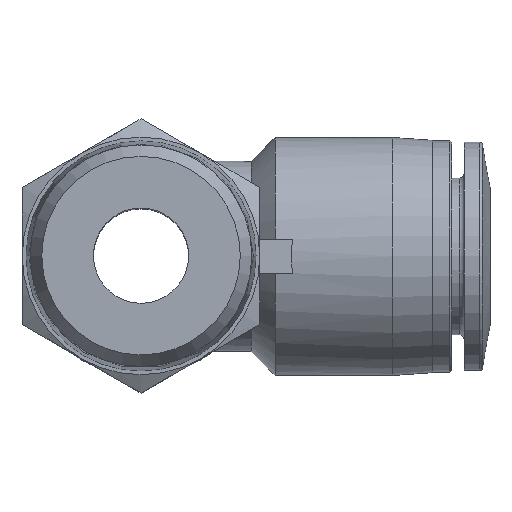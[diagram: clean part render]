
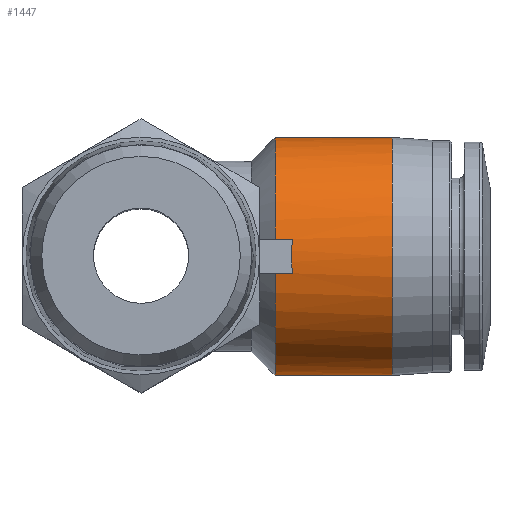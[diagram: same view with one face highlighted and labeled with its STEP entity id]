
A CAD part, top view. The second image highlights one B-rep face of the part: STEP entity #1447.
In plain terms, the highlighted cylindrical face has radius 8.75 mm (diameter 17.5 mm), a full revolution.
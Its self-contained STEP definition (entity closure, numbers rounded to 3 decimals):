
#110=LINE('',#1957,#134);
#116=LINE('',#1974,#140);
#120=LINE('',#1997,#144);
#122=LINE('',#2006,#146);
#134=VECTOR('',#1641,1000.);
#140=VECTOR('',#1649,1000.);
#144=VECTOR('',#1655,1000.);
#146=VECTOR('',#1659,1000.);
#163=ELLIPSE('',#1559,12.374,8.75);
#164=ELLIPSE('',#1561,12.374,8.75);
#361=ORIENTED_EDGE('',*,*,#516,.F.);
#362=ORIENTED_EDGE('',*,*,#511,.T.);
#363=ORIENTED_EDGE('',*,*,#430,.T.);
#364=ORIENTED_EDGE('',*,*,#515,.T.);
#365=ORIENTED_EDGE('',*,*,#437,.T.);
#366=ORIENTED_EDGE('',*,*,#512,.T.);
#367=ORIENTED_EDGE('',*,*,#447,.F.);
#368=ORIENTED_EDGE('',*,*,#517,.T.);
#369=ORIENTED_EDGE('',*,*,#444,.F.);
#430=EDGE_CURVE('',#552,#551,#110,.F.);
#437=EDGE_CURVE('',#558,#557,#116,.T.);
#444=EDGE_CURVE('',#563,#559,#120,.F.);
#447=EDGE_CURVE('',#565,#566,#122,.T.);
#511=EDGE_CURVE('',#563,#552,#163,.F.);
#512=EDGE_CURVE('',#557,#566,#164,.F.);
#515=EDGE_CURVE('',#551,#558,#661,.T.);
#516=EDGE_CURVE('',#608,#608,#662,.T.);
#517=EDGE_CURVE('',#565,#559,#663,.T.);
#551=VERTEX_POINT('',#1956);
#552=VERTEX_POINT('',#1958);
#557=VERTEX_POINT('',#1973);
#558=VERTEX_POINT('',#1975);
#559=VERTEX_POINT('',#1985);
#563=VERTEX_POINT('',#1996);
#565=VERTEX_POINT('',#2005);
#566=VERTEX_POINT('',#2007);
#608=VERTEX_POINT('',#2233);
#661=CIRCLE('',#1567,8.75);
#662=CIRCLE('',#1569,8.75);
#663=CIRCLE('',#1570,8.75);
#749=EDGE_LOOP('',(#361));
#750=EDGE_LOOP('',(#362,#363,#364,#365,#366,#367,#368,#369));
#857=FACE_BOUND('',#749,.T.);
#858=FACE_BOUND('',#750,.T.);
#905=CYLINDRICAL_SURFACE('',#1568,8.75);
#1447=ADVANCED_FACE('',(#857,#858),#905,.T.);
#1559=AXIS2_PLACEMENT_3D('',#2222,#1806,#1807);
#1561=AXIS2_PLACEMENT_3D('',#2224,#1810,#1811);
#1567=AXIS2_PLACEMENT_3D('',#2230,#1822,#1823);
#1568=AXIS2_PLACEMENT_3D('',#2231,#1824,#1825);
#1569=AXIS2_PLACEMENT_3D('',#2232,#1826,#1827);
#1570=AXIS2_PLACEMENT_3D('',#2234,#1828,#1829);
#1641=DIRECTION('',(1.,0.,0.));
#1649=DIRECTION('',(1.,0.,0.));
#1655=DIRECTION('',(1.,0.,0.));
#1659=DIRECTION('',(1.,0.,0.));
#1806=DIRECTION('',(-0.707,0.,0.707));
#1807=DIRECTION('',(0.707,0.,0.707));
#1810=DIRECTION('',(-0.707,0.,-0.707));
#1811=DIRECTION('',(0.707,0.,-0.707));
#1822=DIRECTION('',(1.,0.,0.));
#1823=DIRECTION('',(0.,0.,-1.));
#1824=DIRECTION('',(1.,0.,0.));
#1825=DIRECTION('',(0.,0.,-1.));
#1826=DIRECTION('',(1.,0.,0.));
#1827=DIRECTION('',(0.,0.,-1.));
#1828=DIRECTION('',(1.,0.,0.));
#1829=DIRECTION('',(0.,0.,-1.));
#1956=CARTESIAN_POINT('',(9.85,1.25,-8.66));
#1957=CARTESIAN_POINT('',(25.65,1.25,-8.66));
#1958=CARTESIAN_POINT('',(11.139,1.25,-8.66));
#1973=CARTESIAN_POINT('',(11.139,1.25,8.66));
#1974=CARTESIAN_POINT('',(25.65,1.25,8.66));
#1975=CARTESIAN_POINT('',(9.85,1.25,8.66));
#1985=CARTESIAN_POINT('',(9.85,-1.25,-8.66));
#1996=CARTESIAN_POINT('',(11.139,-1.25,-8.66));
#1997=CARTESIAN_POINT('',(25.65,-1.25,-8.66));
#2005=CARTESIAN_POINT('',(9.85,-1.25,8.66));
#2006=CARTESIAN_POINT('',(25.65,-1.25,8.66));
#2007=CARTESIAN_POINT('',(11.139,-1.25,8.66));
#2222=CARTESIAN_POINT('',(19.799,0.,0.));
#2224=CARTESIAN_POINT('',(19.799,0.,0.));
#2230=CARTESIAN_POINT('',(9.85,0.,0.));
#2231=CARTESIAN_POINT('',(25.65,0.,0.));
#2232=CARTESIAN_POINT('',(18.45,0.,0.));
#2233=CARTESIAN_POINT('',(18.45,0.,-8.75));
#2234=CARTESIAN_POINT('',(9.85,0.,0.));
